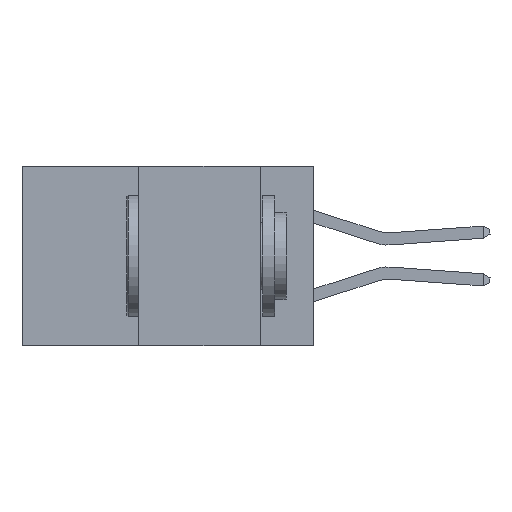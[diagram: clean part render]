
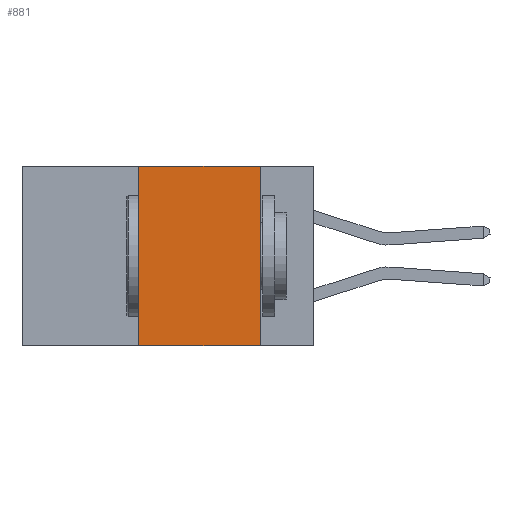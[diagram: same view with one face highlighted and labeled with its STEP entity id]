
A CAD part, left-side view. The second image highlights one B-rep face of the part: STEP entity #881.
In plain terms, the highlighted planar face has unit normal (-1, 0, 0).
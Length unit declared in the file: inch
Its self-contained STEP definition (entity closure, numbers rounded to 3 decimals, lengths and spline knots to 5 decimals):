
#345 = ORIENTED_EDGE ( 'NONE', *, *, #10819, .F. ) ;
#617 = VERTEX_POINT ( 'NONE', #6018 ) ;
#881 = ADVANCED_FACE ( 'NONE', ( #11334 ), #13757, .F. ) ;
#990 = VECTOR ( 'NONE', #1106, 39.37008 ) ;
#1028 = CARTESIAN_POINT ( 'NONE',  ( 0., 0.36, 0. ) ) ;
#1042 = DIRECTION ( 'NONE',  ( 0., 0., -1. ) ) ;
#1106 = DIRECTION ( 'NONE',  ( 0., 0., 1. ) ) ;
#2107 = ORIENTED_EDGE ( 'NONE', *, *, #4175, .T. ) ;
#2484 = EDGE_CURVE ( 'NONE', #617, #3951, #4060, .T. ) ;
#2918 = LINE ( 'NONE', #11055, #3308 ) ;
#3097 = VERTEX_POINT ( 'NONE', #14975 ) ;
#3308 = VECTOR ( 'NONE', #7352, 39.37008 ) ;
#3773 = VECTOR ( 'NONE', #5033, 39.37008 ) ;
#3951 = VERTEX_POINT ( 'NONE', #7810 ) ;
#4060 = LINE ( 'NONE', #1028, #990 ) ;
#4175 = EDGE_CURVE ( 'NONE', #617, #8907, #5532, .T. ) ;
#5033 = DIRECTION ( 'NONE',  ( 0., 0., -1. ) ) ;
#5219 = CARTESIAN_POINT ( 'NONE',  ( 0., 0.11, -0.37 ) ) ;
#5442 = DIRECTION ( 'NONE',  ( 0., -1., 0. ) ) ;
#5476 = CARTESIAN_POINT ( 'NONE',  ( 0., 0.6, -0.37 ) ) ;
#5532 = LINE ( 'NONE', #5476, #12074 ) ;
#5845 = EDGE_LOOP ( 'NONE', ( #10110, #345, #11235, #2107 ) ) ;
#6018 = CARTESIAN_POINT ( 'NONE',  ( 0., 0.36, -0.37 ) ) ;
#7352 = DIRECTION ( 'NONE',  ( 0., -1., 0. ) ) ;
#7810 = CARTESIAN_POINT ( 'NONE',  ( 0., 0.36, 0. ) ) ;
#8220 = AXIS2_PLACEMENT_3D ( 'NONE', #12396, #16269, #1042 ) ;
#8907 = VERTEX_POINT ( 'NONE', #5219 ) ;
#9980 = LINE ( 'NONE', #16134, #3773 ) ;
#10110 = ORIENTED_EDGE ( 'NONE', *, *, #15730, .F. ) ;
#10819 = EDGE_CURVE ( 'NONE', #3951, #3097, #2918, .T. ) ;
#11055 = CARTESIAN_POINT ( 'NONE',  ( 0., 0.6, 0. ) ) ;
#11235 = ORIENTED_EDGE ( 'NONE', *, *, #2484, .F. ) ;
#11334 = FACE_OUTER_BOUND ( 'NONE', #5845, .T. ) ;
#12074 = VECTOR ( 'NONE', #5442, 39.37008 ) ;
#12396 = CARTESIAN_POINT ( 'NONE',  ( 0., 0.6, 0. ) ) ;
#13757 = PLANE ( 'NONE',  #8220 ) ;
#14975 = CARTESIAN_POINT ( 'NONE',  ( 0., 0.11, 0. ) ) ;
#15730 = EDGE_CURVE ( 'NONE', #3097, #8907, #9980, .T. ) ;
#16134 = CARTESIAN_POINT ( 'NONE',  ( 0., 0.11, 0. ) ) ;
#16269 = DIRECTION ( 'NONE',  ( 1., 0., 0. ) ) ;
